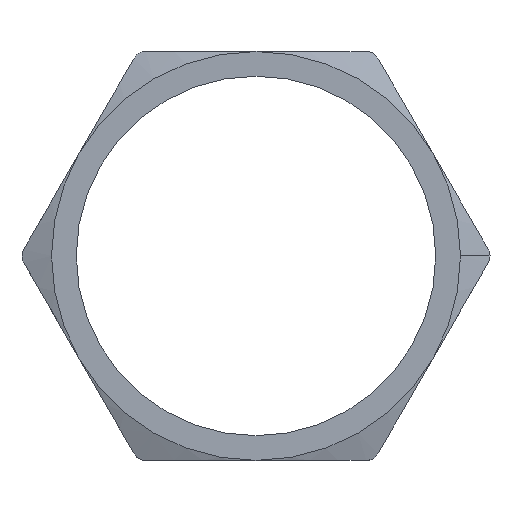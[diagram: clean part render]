
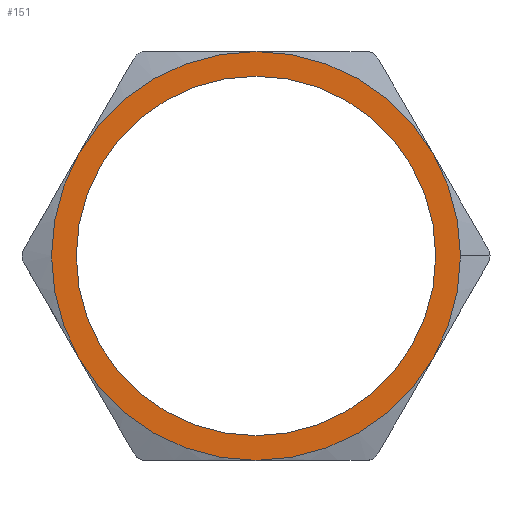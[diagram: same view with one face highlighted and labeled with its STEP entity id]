
A CAD part, top view. The second image highlights one B-rep face of the part: STEP entity #151.
In plain terms, the highlighted planar face has unit normal (0, 0, 1).
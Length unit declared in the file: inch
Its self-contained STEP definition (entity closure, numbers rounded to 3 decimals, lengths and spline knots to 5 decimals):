
#133 = ORIENTED_EDGE ( 'NONE', *, *, #134, .T. ) ;
#134 = EDGE_CURVE ( 'NONE', #924, #393, #1037, .T. ) ;
#135 = ORIENTED_EDGE ( 'NONE', *, *, #189, .T. ) ;
#141 = EDGE_LOOP ( 'NONE', ( #133, #135, #158, #227, #234, #228, #256 ) ) ;
#149 = EDGE_LOOP ( 'NONE', ( #156, #152 ) ) ;
#151 = ADVANCED_FACE ( 'NONE', ( #1068, #1065 ), #1064, .F. ) ;
#152 = ORIENTED_EDGE ( 'NONE', *, *, #573, .T. ) ;
#155 = EDGE_CURVE ( 'NONE', #392, #420, #1054, .T. ) ;
#156 = ORIENTED_EDGE ( 'NONE', *, *, #157, .T. ) ;
#157 = EDGE_CURVE ( 'NONE', #568, #567, #1049, .T. ) ;
#158 = ORIENTED_EDGE ( 'NONE', *, *, #155, .T. ) ;
#189 = EDGE_CURVE ( 'NONE', #393, #392, #1115, .T. ) ;
#227 = ORIENTED_EDGE ( 'NONE', *, *, #248, .T. ) ;
#228 = ORIENTED_EDGE ( 'NONE', *, *, #1166, .T. ) ;
#234 = ORIENTED_EDGE ( 'NONE', *, *, #239, .T. ) ;
#239 = EDGE_CURVE ( 'NONE', #404, #1164, #1229, .T. ) ;
#248 = EDGE_CURVE ( 'NONE', #420, #404, #1216, .T. ) ;
#254 = EDGE_CURVE ( 'NONE', #1163, #924, #1268, .T. ) ;
#256 = ORIENTED_EDGE ( 'NONE', *, *, #254, .T. ) ;
#392 = VERTEX_POINT ( 'NONE', #1465 ) ;
#393 = VERTEX_POINT ( 'NONE', #1457 ) ;
#404 = VERTEX_POINT ( 'NONE', #1483 ) ;
#420 = VERTEX_POINT ( 'NONE', #1548 ) ;
#567 = VERTEX_POINT ( 'NONE', #1833 ) ;
#568 = VERTEX_POINT ( 'NONE', #1832 ) ;
#573 = EDGE_CURVE ( 'NONE', #567, #568, #1827, .T. ) ;
#924 = VERTEX_POINT ( 'NONE', #2212 ) ;
#1034 = DIRECTION ( 'NONE',  ( 1., 0., 0. ) ) ;
#1035 = DIRECTION ( 'NONE',  ( 0., 0., 1. ) ) ;
#1036 = AXIS2_PLACEMENT_3D ( 'NONE', #1042, #1035, #1034 ) ;
#1037 = CIRCLE ( 'NONE', #1036, 0.455 ) ;
#1042 = CARTESIAN_POINT ( 'NONE',  ( 0., 0., 0.12 ) ) ;
#1048 = AXIS2_PLACEMENT_3D ( 'NONE', #1109, #1108, #1107 ) ;
#1049 = CIRCLE ( 'NONE', #1048, 0.4 ) ;
#1050 = DIRECTION ( 'NONE',  ( 1., 0., 0. ) ) ;
#1051 = DIRECTION ( 'NONE',  ( 0., 0., 1. ) ) ;
#1052 = CARTESIAN_POINT ( 'NONE',  ( 0., 0., 0.12 ) ) ;
#1053 = AXIS2_PLACEMENT_3D ( 'NONE', #1052, #1051, #1050 ) ;
#1054 = CIRCLE ( 'NONE', #1053, 0.455 ) ;
#1060 = DIRECTION ( 'NONE',  ( -1., 0., 0. ) ) ;
#1061 = DIRECTION ( 'NONE',  ( 0., 0., -1. ) ) ;
#1062 = CARTESIAN_POINT ( 'NONE',  ( 0., 0.91, 0.12 ) ) ;
#1063 = AXIS2_PLACEMENT_3D ( 'NONE', #1062, #1061, #1060 ) ;
#1064 = PLANE ( 'NONE',  #1063 ) ;
#1065 = FACE_OUTER_BOUND ( 'NONE', #141, .T. ) ;
#1068 = FACE_BOUND ( 'NONE', #149, .T. ) ;
#1107 = DIRECTION ( 'NONE',  ( -1., 0., 0. ) ) ;
#1108 = DIRECTION ( 'NONE',  ( 0., 0., -1. ) ) ;
#1109 = CARTESIAN_POINT ( 'NONE',  ( 0., 0., 0.12 ) ) ;
#1111 = DIRECTION ( 'NONE',  ( 1., 0., 0. ) ) ;
#1112 = DIRECTION ( 'NONE',  ( 0., 0., 1. ) ) ;
#1113 = CARTESIAN_POINT ( 'NONE',  ( 0., 0., 0.12 ) ) ;
#1114 = AXIS2_PLACEMENT_3D ( 'NONE', #1113, #1112, #1111 ) ;
#1115 = CIRCLE ( 'NONE', #1114, 0.455 ) ;
#1163 = VERTEX_POINT ( 'NONE', #2231 ) ;
#1164 = VERTEX_POINT ( 'NONE', #2285 ) ;
#1166 = EDGE_CURVE ( 'NONE', #1164, #1163, #2284, .T. ) ;
#1206 = CARTESIAN_POINT ( 'NONE',  ( 0., 0., 0.12 ) ) ;
#1212 = DIRECTION ( 'NONE',  ( 1., 0., 0. ) ) ;
#1213 = DIRECTION ( 'NONE',  ( 0., 0., 1. ) ) ;
#1214 = CARTESIAN_POINT ( 'NONE',  ( 0., 0., 0.12 ) ) ;
#1215 = AXIS2_PLACEMENT_3D ( 'NONE', #1214, #1213, #1212 ) ;
#1216 = CIRCLE ( 'NONE', #1215, 0.455 ) ;
#1225 = DIRECTION ( 'NONE',  ( 1., 0., 0. ) ) ;
#1226 = DIRECTION ( 'NONE',  ( 0., 0., 1. ) ) ;
#1227 = CARTESIAN_POINT ( 'NONE',  ( 0., 0., 0.12 ) ) ;
#1228 = AXIS2_PLACEMENT_3D ( 'NONE', #1227, #1226, #1225 ) ;
#1229 = CIRCLE ( 'NONE', #1228, 0.455 ) ;
#1265 = DIRECTION ( 'NONE',  ( 1., 0., 0. ) ) ;
#1266 = DIRECTION ( 'NONE',  ( 0., 0., 1. ) ) ;
#1267 = AXIS2_PLACEMENT_3D ( 'NONE', #1206, #1266, #1265 ) ;
#1268 = CIRCLE ( 'NONE', #1267, 0.455 ) ;
#1457 = CARTESIAN_POINT ( 'NONE',  ( -0.39404, 0.2275, 0.12 ) ) ;
#1465 = CARTESIAN_POINT ( 'NONE',  ( -0.39404, -0.2275, 0.12 ) ) ;
#1483 = CARTESIAN_POINT ( 'NONE',  ( 0.39404, -0.2275, 0.12 ) ) ;
#1548 = CARTESIAN_POINT ( 'NONE',  ( 0., -0.455, 0.12 ) ) ;
#1823 = DIRECTION ( 'NONE',  ( -1., 0., 0. ) ) ;
#1824 = DIRECTION ( 'NONE',  ( 0., 0., -1. ) ) ;
#1825 = CARTESIAN_POINT ( 'NONE',  ( 0., 0., 0.12 ) ) ;
#1826 = AXIS2_PLACEMENT_3D ( 'NONE', #1825, #1824, #1823 ) ;
#1827 = CIRCLE ( 'NONE', #1826, 0.4 ) ;
#1832 = CARTESIAN_POINT ( 'NONE',  ( -0.4, 0., 0.12 ) ) ;
#1833 = CARTESIAN_POINT ( 'NONE',  ( 0.4, 0., 0.12 ) ) ;
#2212 = CARTESIAN_POINT ( 'NONE',  ( 0., 0.455, 0.12 ) ) ;
#2231 = CARTESIAN_POINT ( 'NONE',  ( 0.39404, 0.2275, 0.12 ) ) ;
#2280 = DIRECTION ( 'NONE',  ( 1., 0., 0. ) ) ;
#2281 = DIRECTION ( 'NONE',  ( 0., 0., 1. ) ) ;
#2282 = CARTESIAN_POINT ( 'NONE',  ( 0., 0., 0.12 ) ) ;
#2283 = AXIS2_PLACEMENT_3D ( 'NONE', #2282, #2281, #2280 ) ;
#2284 = CIRCLE ( 'NONE', #2283, 0.455 ) ;
#2285 = CARTESIAN_POINT ( 'NONE',  ( 0.455, 0., 0.12 ) ) ;
